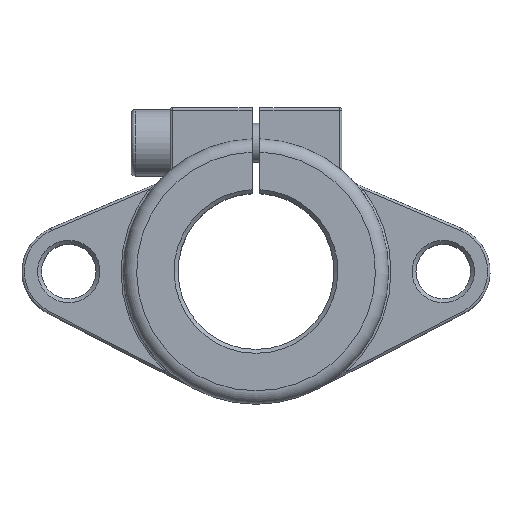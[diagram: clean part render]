
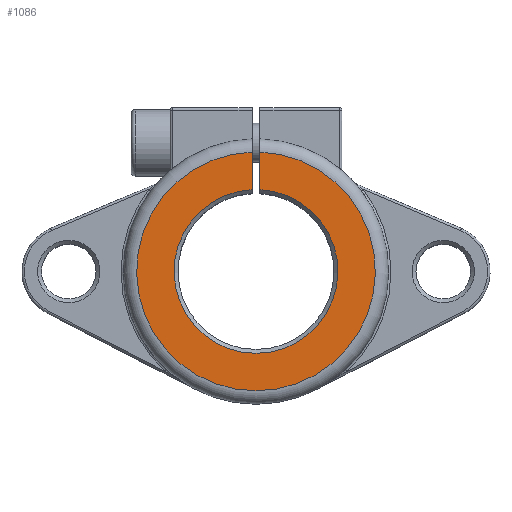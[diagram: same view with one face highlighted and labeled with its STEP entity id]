
A CAD part, top view. The second image highlights one B-rep face of the part: STEP entity #1086.
In plain terms, the highlighted planar face has unit normal (0, 0, 1).
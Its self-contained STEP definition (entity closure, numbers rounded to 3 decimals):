
#76=LINE('',#1655,#146);
#80=LINE('',#1664,#150);
#146=VECTOR('',#1325,10.);
#150=VECTOR('',#1331,10.);
#224=PLANE('',#1253);
#300=FACE_OUTER_BOUND('',#372,.T.);
#372=EDGE_LOOP('',(#919,#920,#921,#922));
#454=CIRCLE('',#1252,15.3);
#455=CIRCLE('',#1254,10.5);
#482=VERTEX_POINT('',#1652);
#483=VERTEX_POINT('',#1654);
#486=VERTEX_POINT('',#1661);
#487=VERTEX_POINT('',#1663);
#583=EDGE_CURVE('',#483,#482,#76,.T.);
#587=EDGE_CURVE('',#487,#486,#80,.T.);
#687=EDGE_CURVE('',#487,#482,#454,.T.);
#688=EDGE_CURVE('',#483,#486,#455,.T.);
#919=ORIENTED_EDGE('',*,*,#583,.T.);
#920=ORIENTED_EDGE('',*,*,#687,.F.);
#921=ORIENTED_EDGE('',*,*,#587,.T.);
#922=ORIENTED_EDGE('',*,*,#688,.F.);
#1086=ADVANCED_FACE('',(#300),#224,.T.);
#1252=AXIS2_PLACEMENT_3D('',#2136,#1521,#1522);
#1253=AXIS2_PLACEMENT_3D('',#2137,#1523,#1524);
#1254=AXIS2_PLACEMENT_3D('',#2138,#1525,#1526);
#1325=DIRECTION('',(0.,1.,0.));
#1331=DIRECTION('',(0.,-1.,0.));
#1521=DIRECTION('center_axis',(0.,0.,-1.));
#1522=DIRECTION('ref_axis',(-0.647,-0.762,0.));
#1523=DIRECTION('center_axis',(0.,0.,1.));
#1524=DIRECTION('ref_axis',(1.,0.,0.));
#1525=DIRECTION('center_axis',(0.,0.,1.));
#1526=DIRECTION('ref_axis',(-1.,0.,0.));
#1652=CARTESIAN_POINT('',(-0.5,15.292,20.));
#1654=CARTESIAN_POINT('',(-0.5,10.488,20.));
#1655=CARTESIAN_POINT('',(-0.5,12.65,20.));
#1661=CARTESIAN_POINT('',(0.5,10.488,20.));
#1663=CARTESIAN_POINT('',(0.5,15.292,20.));
#1664=CARTESIAN_POINT('',(0.5,2.65,20.));
#2136=CARTESIAN_POINT('Origin',(0.,0.,20.));
#2137=CARTESIAN_POINT('Origin',(0.,0.,
20.));
#2138=CARTESIAN_POINT('Origin',(0.,0.,20.));
